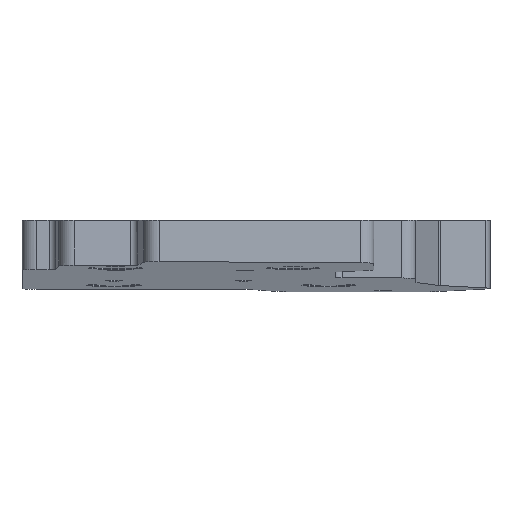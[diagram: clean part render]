
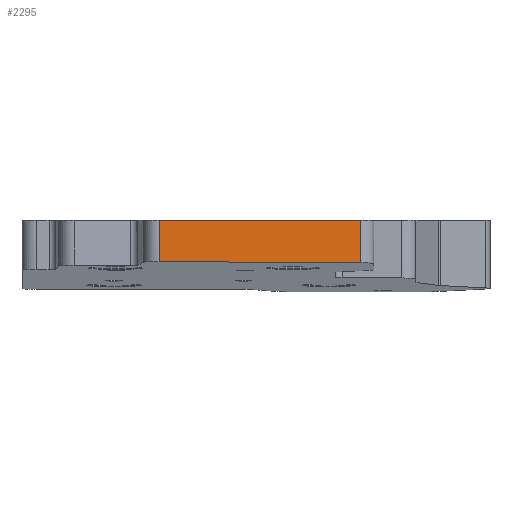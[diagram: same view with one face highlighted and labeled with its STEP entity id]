
A CAD part, left-side view. The second image highlights one B-rep face of the part: STEP entity #2295.
In plain terms, the highlighted planar face has unit normal (-0.995, -0.104, 0).
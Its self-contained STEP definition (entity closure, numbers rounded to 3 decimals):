
#413 = VERTEX_POINT('',#414);
#414 = CARTESIAN_POINT('',(-8.349,58.945,6.51));
#421 = EDGE_CURVE('',#422,#413,#424,.T.);
#422 = VERTEX_POINT('',#423);
#423 = CARTESIAN_POINT('',(-2.184,-0.129,6.51));
#424 = LINE('',#425,#426);
#425 = CARTESIAN_POINT('',(-2.184,-0.129,6.51));
#426 = VECTOR('',#427,1.);
#427 = DIRECTION('',(-0.104,0.995,0.));
#2250 = VERTEX_POINT('',#2251);
#2251 = CARTESIAN_POINT('',(-2.184,-0.129,
    -5.907));
#2258 = EDGE_CURVE('',#2250,#422,#2259,.T.);
#2259 = LINE('',#2260,#2261);
#2260 = CARTESIAN_POINT('',(-2.184,-0.129,-16.49));
#2261 = VECTOR('',#2262,1.);
#2262 = DIRECTION('',(0.,0.,1.));
#2295 = ADVANCED_FACE('',(#2296),#2314,.T.);
#2296 = FACE_BOUND('',#2297,.T.);
#2297 = EDGE_LOOP('',(#2298,#2306,#2307,#2308));
#2298 = ORIENTED_EDGE('',*,*,#2299,.F.);
#2299 = EDGE_CURVE('',#2250,#2300,#2302,.T.);
#2300 = VERTEX_POINT('',#2301);
#2301 = CARTESIAN_POINT('',(-8.349,58.945,
    -5.584));
#2302 = LINE('',#2303,#2304);
#2303 = CARTESIAN_POINT('',(-3.412,11.641,
    -5.843));
#2304 = VECTOR('',#2305,1.);
#2305 = DIRECTION('',(-0.104,0.995,0.005)
  );
#2306 = ORIENTED_EDGE('',*,*,#2258,.T.);
#2307 = ORIENTED_EDGE('',*,*,#421,.T.);
#2308 = ORIENTED_EDGE('',*,*,#2309,.F.);
#2309 = EDGE_CURVE('',#2300,#413,#2310,.T.);
#2310 = LINE('',#2311,#2312);
#2311 = CARTESIAN_POINT('',(-8.349,58.945,-16.49));
#2312 = VECTOR('',#2313,1.);
#2313 = DIRECTION('',(0.,0.,1.));
#2314 = PLANE('',#2315);
#2315 = AXIS2_PLACEMENT_3D('',#2316,#2317,#2318);
#2316 = CARTESIAN_POINT('',(-2.184,-0.129,-16.49));
#2317 = DIRECTION('',(-0.995,-0.104,0.));
#2318 = DIRECTION('',(-0.104,0.995,0.));
